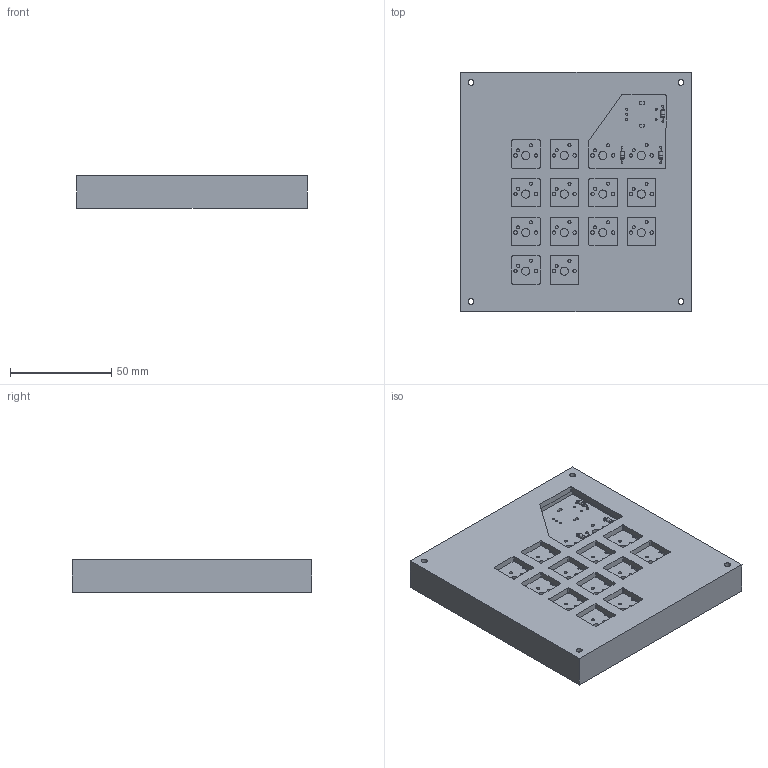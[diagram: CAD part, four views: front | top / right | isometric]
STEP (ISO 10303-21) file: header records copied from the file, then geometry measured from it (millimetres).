
FILE_DESCRIPTION(/* description */ (''),/* implementation_level */ '2;1');
FILE_NAME(/* name */ 'N0PAD.step',/* time_stamp */ '2024-10-18T15:05:25+02:00',/* author */ (''),/* organization */ (''),/* preprocessor_version */ 'ST-DEVELOPER v20',/* originating_system */ 'Autodesk Translation Framework v13.20.0.188',/* authorisation */ '');
FILE_SCHEMA (('AUTOMOTIVE_DESIGN { 1 0 10303 214 3 1 1 }'));
Length unit declared in the file: millimetre
Products named in the file (19): N0PAD; N0PAD-pcb-2 1; D_DO-35_SOD27_P7.62mm_Horizontal; D_DO-35_SOD27_P7.62mm_Horizontal_1; D_DO-35_SOD27_P7.62mm_Horizontal_2; D_DO-35_SOD27_P7.62mm_Horizontal_3; D_DO-35_SOD27_P7.62mm_Horizontal_4; D_DO-35_SOD27_P7.62mm_Horizontal_5; D_DO-35_SOD27_P7.62mm_Horizontal_6; D_DO-35_SOD27_P7.62mm_Horizontal_7; D_DO-35_SOD27_P7.62mm_Horizontal_8; D_DO-35_SOD27_P7.62mm_Horizontal_9; D_DO-35_SOD27_P7.62mm_Horizontal_10; D_DO-35_SOD27_P7.62mm_Horizontal_11; D_DO-35_SOD27_P7.62mm_Horizontal_12; D_DO-35_SOD27_P7.62mm_Horizontal_13; D_DO-35_SOD27_P7.62mm_Horizontal_14; D_DO-35_SOD27_P7.62mm_Horizontal_15; N0PAD_PCB
Assembly tree (32 placements, depth 4):
  N0PAD
    N0PAD-pcb-2 1
      D_DO-35_SOD27_P7.62mm_Horizontal
        D_DO-35_SOD27_P7.62mm_Horizontal_15
      D_DO-35_SOD27_P7.62mm_Horizontal_1
        D_DO-35_SOD27_P7.62mm_Horizontal_15
      D_DO-35_SOD27_P7.62mm_Horizontal_2
        D_DO-35_SOD27_P7.62mm_Horizontal_15
      D_DO-35_SOD27_P7.62mm_Horizontal_3
        D_DO-35_SOD27_P7.62mm_Horizontal_15
      D_DO-35_SOD27_P7.62mm_Horizontal_4
        D_DO-35_SOD27_P7.62mm_Horizontal_15
      D_DO-35_SOD27_P7.62mm_Horizontal_5
        D_DO-35_SOD27_P7.62mm_Horizontal_15
      D_DO-35_SOD27_P7.62mm_Horizontal_6
        D_DO-35_SOD27_P7.62mm_Horizontal_15
      D_DO-35_SOD27_P7.62mm_Horizontal_7
        D_DO-35_SOD27_P7.62mm_Horizontal_15
      D_DO-35_SOD27_P7.62mm_Horizontal_8
        D_DO-35_SOD27_P7.62mm_Horizontal_15
      D_DO-35_SOD27_P7.62mm_Horizontal_9
        D_DO-35_SOD27_P7.62mm_Horizontal_15
      D_DO-35_SOD27_P7.62mm_Horizontal_10
        D_DO-35_SOD27_P7.62mm_Horizontal_15
      D_DO-35_SOD27_P7.62mm_Horizontal_11
        D_DO-35_SOD27_P7.62mm_Horizontal_15
      D_DO-35_SOD27_P7.62mm_Horizontal_12
        D_DO-35_SOD27_P7.62mm_Horizontal_15
      D_DO-35_SOD27_P7.62mm_Horizontal_13
        D_DO-35_SOD27_P7.62mm_Horizontal_15
      D_DO-35_SOD27_P7.62mm_Horizontal_14
        D_DO-35_SOD27_P7.62mm_Horizontal_15
      N0PAD_PCB
Bounding box: 113.5 x 118 x 16 mm (x, y, z)
Volume: 124981.9 mm3; surface area: 72556.1 mm2
Topology: 32 solids, 32 shells, 502 faces, 1187 edges, 779 vertices
Faces by surface type: cylinder 272, plane 170, torus 60
Full cylindrical faces by diameter (mm): 0.5 x45, 0.8 x30, 1 x19, 1.5 x28, 1.7 x28, 2 x30, 2.02 x15, 2.9 x8, 4 x14
Entity records: 10362 total; most frequent: DIRECTION 1835, CARTESIAN_POINT 1651, ORIENTED_EDGE 1590, EDGE_CURVE 795, AXIS2_PLACEMENT_3D 711, EDGE_LOOP 556, VERTEX_POINT 527, LINE 413
